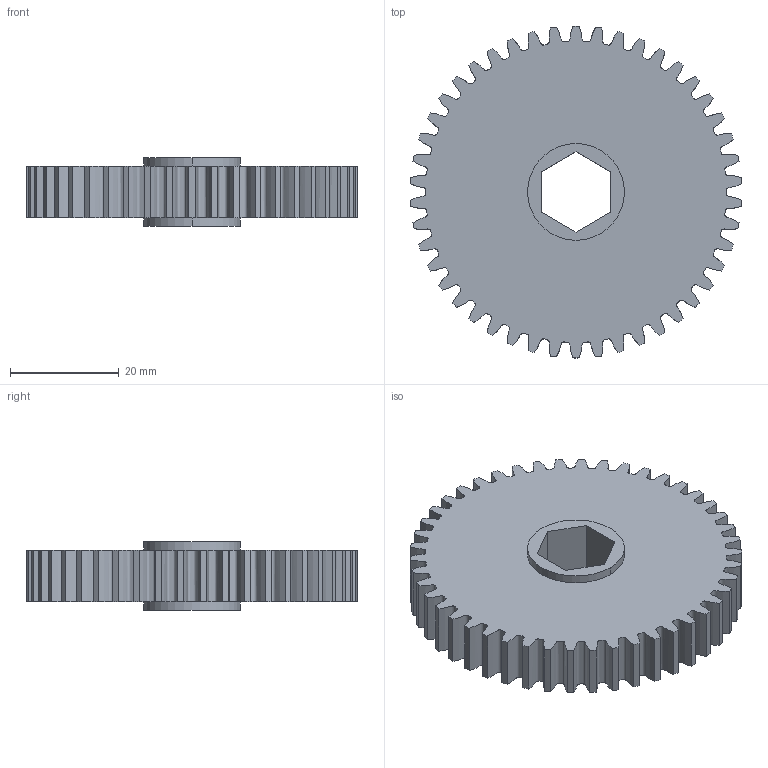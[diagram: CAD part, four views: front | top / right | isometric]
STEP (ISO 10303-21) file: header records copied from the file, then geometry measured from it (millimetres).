
FILE_DESCRIPTION (( 'STEP AP214' ), '1' );
FILE_NAME ('217-5472-001 Rev1.STEP', '2016-08-25T21:02:50', ( '' ), ( '' ), 'SwSTEP 2.0', 'SolidWorks 2015', '' );
FILE_SCHEMA (( 'AUTOMOTIVE_DESIGN' ));
Length unit declared in the file: millimetre
Products named in the file (1): 217-5472-001 Rev1
Bounding box: 60.88 x 60.96 x 12.6 mm (x, y, z)
Volume: 25185.8 mm3; surface area: 9318 mm2
Topology: 1 solids, 1 shells, 106 faces, 306 edges, 204 vertices
Faces by surface type: cylinder 50, bspline 46, plane 10
Entity records: 17256 total; most frequent: CARTESIAN_POINT 14647, ORIENTED_EDGE 612, DIRECTION 436, EDGE_CURVE 306, VERTEX_POINT 204, AXIS2_PLACEMENT_3D 161, LINE 114, VECTOR 114
